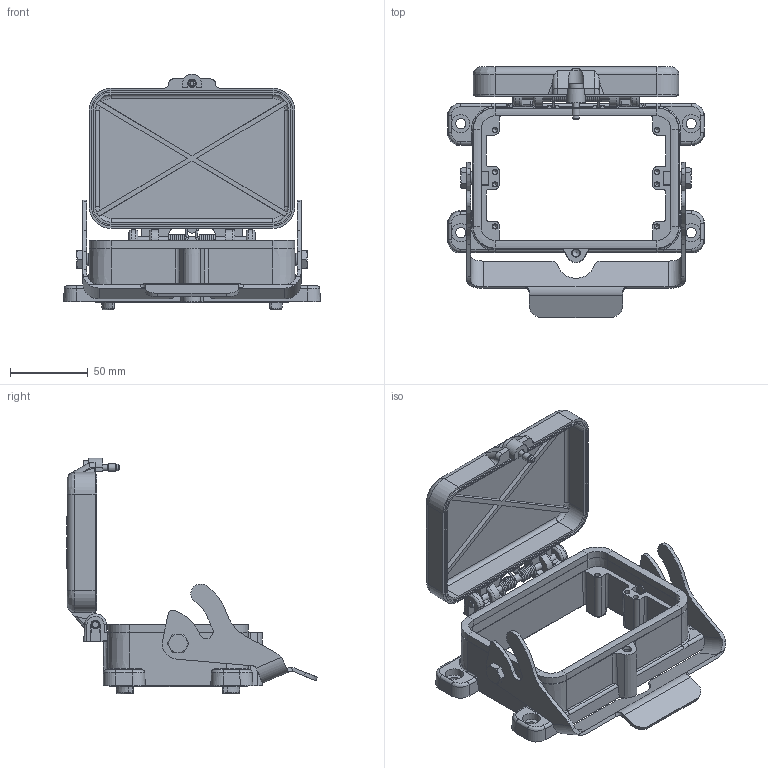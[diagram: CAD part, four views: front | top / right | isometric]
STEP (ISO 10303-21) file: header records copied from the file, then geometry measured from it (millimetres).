
FILE_DESCRIPTION(/* description */ (''),/* implementation_level */ '2;1');
FILE_NAME(/* name */ '100110984ugm000_d.stp',/* time_stamp */ '2017-11-06T07:14:27+01:00',/* author */ (''),/* organization */ (''),/* preprocessor_version */ 'ST-DEVELOPER v16',/* originating_system */ 'SIEMENS PLM Software NX 10.0',/* authorisation */ '');
FILE_SCHEMA (('AUTOMOTIVE_DESIGN { 1 0 10303 214 3 1 1 1 }'));
Length unit declared in the file: millimetre
Products named in the file (1): 100110984ugm000_d
Bounding box: 165 x 161.14 x 151.25 mm (x, y, z)
Volume: 220887.4 mm3; surface area: 119049.3 mm2
Topology: 3 solids, 5 shells, 943 faces, 2903 edges, 2500 vertices
Faces by surface type: plane 415, cylinder 261, bspline 164, cone 61, torus 26, sphere 16
Full cylindrical faces by diameter (mm): 1.3 x2, 3 x8, 3.9 x1, 4.2 x1, 4.7 x1, 4.8 x2, 5 x5, 5.2 x2, 6 x1, 6.5 x4, 8 x2, 8.1 x2, 9 x1, 11.6 x4
Entity records: 42467 total; most frequent: CARTESIAN_POINT 16105, ORIENTED_EDGE 4510, DIRECTION 4461, EDGE_CURVE 2256, AXIS2_PLACEMENT_3D 1557, VERTEX_POINT 1456, LINE 1347, VECTOR 1347
